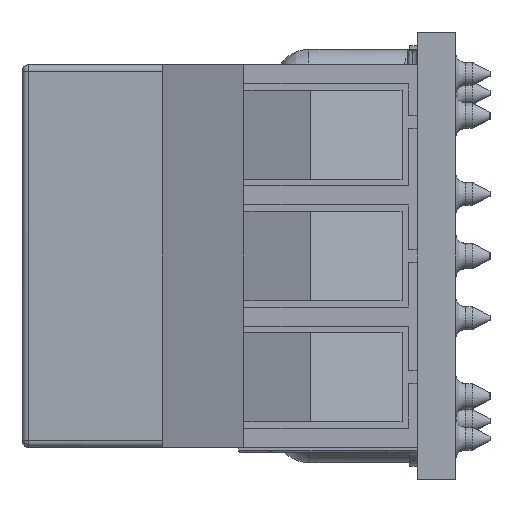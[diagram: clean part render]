
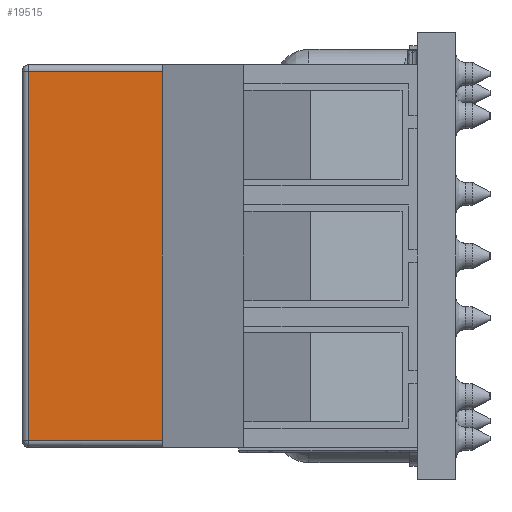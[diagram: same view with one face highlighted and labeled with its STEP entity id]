
A CAD part, left-side view. The second image highlights one B-rep face of the part: STEP entity #19515.
In plain terms, the highlighted free-form (B-spline) face has degree [1, 1] with [2, 2] control points.
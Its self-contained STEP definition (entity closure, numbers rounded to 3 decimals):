
#15985 = VERTEX_POINT('',#15986);
#15986 = CARTESIAN_POINT('',(-10.732,1.364,
    6.594));
#15992 = EDGE_CURVE('',#15993,#15985,#15995,.T.);
#15993 = VERTEX_POINT('',#15994);
#15994 = CARTESIAN_POINT('',(-10.732,1.364,
    -6.594));
#15995 = B_SPLINE_CURVE_WITH_KNOTS('',1,(#15996,#15997),.UNSPECIFIED.,
  .F.,.F.,(2,2),(0.25,14.75),.PIECEWISE_BEZIER_KNOTS.);
#15996 = CARTESIAN_POINT('',(-10.732,1.364,
    -6.594));
#15997 = CARTESIAN_POINT('',(-10.732,1.364,
    6.594));
#19515 = ADVANCED_FACE('',(#19516),#19538,.F.);
#19516 = FACE_BOUND('',#19517,.T.);
#19517 = EDGE_LOOP('',(#19518,#19527,#19532,#19533));
#19518 = ORIENTED_EDGE('',*,*,#19519,.T.);
#19519 = EDGE_CURVE('',#19520,#19522,#19524,.T.);
#19520 = VERTEX_POINT('',#19521);
#19521 = CARTESIAN_POINT('',(-10.732,15.233,
    6.594));
#19522 = VERTEX_POINT('',#19523);
#19523 = CARTESIAN_POINT('',(-10.732,15.233,
    -6.594));
#19524 = B_SPLINE_CURVE_WITH_KNOTS('',1,(#19525,#19526),.UNSPECIFIED.,
  .F.,.F.,(2,2),(-14.75,-0.25),.PIECEWISE_BEZIER_KNOTS.);
#19525 = CARTESIAN_POINT('',(-10.732,15.233,
    6.594));
#19526 = CARTESIAN_POINT('',(-10.732,15.233,
    -6.594));
#19527 = ORIENTED_EDGE('',*,*,#19528,.T.);
#19528 = EDGE_CURVE('',#19522,#15993,#19529,.T.);
#19529 = B_SPLINE_CURVE_WITH_KNOTS('',1,(#19530,#19531),.UNSPECIFIED.,
  .F.,.F.,(2,2),(0.25,15.5),.PIECEWISE_BEZIER_KNOTS.);
#19530 = CARTESIAN_POINT('',(-10.732,15.233,
    -6.594));
#19531 = CARTESIAN_POINT('',(-10.732,1.364,
    -6.594));
#19532 = ORIENTED_EDGE('',*,*,#15992,.T.);
#19533 = ORIENTED_EDGE('',*,*,#19534,.T.);
#19534 = EDGE_CURVE('',#15985,#19520,#19535,.T.);
#19535 = B_SPLINE_CURVE_WITH_KNOTS('',1,(#19536,#19537),.UNSPECIFIED.,
  .F.,.F.,(2,2),(-15.5,-0.25),.PIECEWISE_BEZIER_KNOTS.);
#19536 = CARTESIAN_POINT('',(-10.732,1.364,
    6.594));
#19537 = CARTESIAN_POINT('',(-10.732,15.233,
    6.594));
#19538 = B_SPLINE_SURFACE_WITH_KNOTS('',1,1,(
    (#19539,#19540)
    ,(#19541,#19542
    )),.UNSPECIFIED.,.F.,.F.,.F.,(2,2),(2,2),(-14.75,-0.25),(-15.5,-0.25
    ),.PIECEWISE_BEZIER_KNOTS.);
#19539 = CARTESIAN_POINT('',(-10.732,1.364,
    6.594));
#19540 = CARTESIAN_POINT('',(-10.732,15.233,
    6.594));
#19541 = CARTESIAN_POINT('',(-10.732,1.364,
    -6.594));
#19542 = CARTESIAN_POINT('',(-10.732,15.233,
    -6.594));
